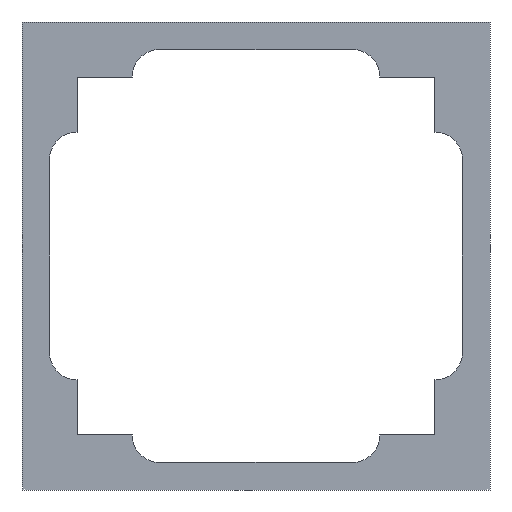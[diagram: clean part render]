
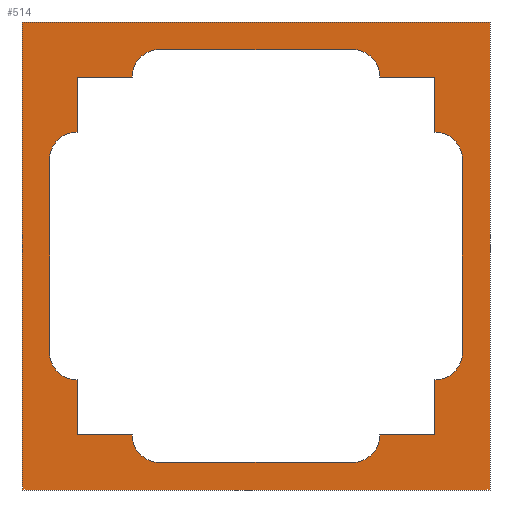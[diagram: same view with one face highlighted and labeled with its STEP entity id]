
A CAD part, front view. The second image highlights one B-rep face of the part: STEP entity #514.
In plain terms, the highlighted planar face has unit normal (0, -1, 0).
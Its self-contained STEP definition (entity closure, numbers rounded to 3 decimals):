
#16=FACE_BOUND('',#94,.T.);
#17=CIRCLE('',#531,10.);
#19=CIRCLE('',#536,10.);
#21=CIRCLE('',#540,10.);
#23=CIRCLE('',#545,10.);
#25=CIRCLE('',#549,10.);
#27=CIRCLE('',#554,10.);
#29=CIRCLE('',#558,10.);
#31=CIRCLE('',#563,10.);
#66=FACE_OUTER_BOUND('',#93,.T.);
#93=EDGE_LOOP('',(#447,#448,#449,#450));
#94=EDGE_LOOP('',(#451,#452,#453,#454,#455,#456,#457,#458,#459,#460,#461,
#462,#463,#464,#465,#466,#467,#468,#469,#470));
#95=LINE('',#717,#151);
#100=LINE('',#731,#156);
#103=LINE('',#737,#159);
#107=LINE('',#749,#163);
#111=LINE('',#761,#167);
#114=LINE('',#767,#170);
#118=LINE('',#779,#174);
#122=LINE('',#791,#178);
#125=LINE('',#797,#181);
#129=LINE('',#809,#185);
#133=LINE('',#821,#189);
#136=LINE('',#827,#192);
#139=LINE('',#837,#195);
#143=LINE('',#845,#199);
#146=LINE('',#851,#202);
#149=LINE('',#856,#205);
#151=VECTOR('',#575,10.);
#156=VECTOR('',#588,10.);
#159=VECTOR('',#593,10.);
#163=VECTOR('',#605,10.);
#167=VECTOR('',#617,10.);
#170=VECTOR('',#622,10.);
#174=VECTOR('',#634,10.);
#178=VECTOR('',#646,10.);
#181=VECTOR('',#651,10.);
#185=VECTOR('',#663,10.);
#189=VECTOR('',#675,10.);
#192=VECTOR('',#680,10.);
#195=VECTOR('',#691,10.);
#199=VECTOR('',#697,10.);
#202=VECTOR('',#702,10.);
#205=VECTOR('',#707,10.);
#207=VERTEX_POINT('',#715);
#208=VERTEX_POINT('',#716);
#211=VERTEX_POINT('',#724);
#213=VERTEX_POINT('',#730);
#215=VERTEX_POINT('',#736);
#217=VERTEX_POINT('',#742);
#219=VERTEX_POINT('',#748);
#221=VERTEX_POINT('',#754);
#223=VERTEX_POINT('',#760);
#225=VERTEX_POINT('',#766);
#227=VERTEX_POINT('',#772);
#229=VERTEX_POINT('',#778);
#231=VERTEX_POINT('',#784);
#233=VERTEX_POINT('',#790);
#235=VERTEX_POINT('',#796);
#237=VERTEX_POINT('',#802);
#239=VERTEX_POINT('',#808);
#241=VERTEX_POINT('',#814);
#243=VERTEX_POINT('',#820);
#245=VERTEX_POINT('',#826);
#247=VERTEX_POINT('',#835);
#248=VERTEX_POINT('',#836);
#251=VERTEX_POINT('',#844);
#253=VERTEX_POINT('',#850);
#255=EDGE_CURVE('',#207,#208,#95,.T.);
#259=EDGE_CURVE('',#211,#207,#17,.T.);
#262=EDGE_CURVE('',#213,#211,#100,.T.);
#265=EDGE_CURVE('',#215,#213,#103,.T.);
#268=EDGE_CURVE('',#217,#215,#19,.T.);
#271=EDGE_CURVE('',#219,#217,#107,.T.);
#274=EDGE_CURVE('',#221,#219,#21,.T.);
#277=EDGE_CURVE('',#223,#221,#111,.T.);
#280=EDGE_CURVE('',#225,#223,#114,.T.);
#283=EDGE_CURVE('',#227,#225,#23,.T.);
#286=EDGE_CURVE('',#229,#227,#118,.T.);
#289=EDGE_CURVE('',#231,#229,#25,.T.);
#292=EDGE_CURVE('',#233,#231,#122,.T.);
#295=EDGE_CURVE('',#235,#233,#125,.T.);
#298=EDGE_CURVE('',#237,#235,#27,.T.);
#301=EDGE_CURVE('',#239,#237,#129,.T.);
#304=EDGE_CURVE('',#241,#239,#29,.T.);
#307=EDGE_CURVE('',#243,#241,#133,.T.);
#310=EDGE_CURVE('',#245,#243,#136,.T.);
#313=EDGE_CURVE('',#208,#245,#31,.T.);
#315=EDGE_CURVE('',#247,#248,#139,.T.);
#319=EDGE_CURVE('',#251,#247,#143,.T.);
#322=EDGE_CURVE('',#253,#251,#146,.T.);
#325=EDGE_CURVE('',#248,#253,#149,.T.);
#447=ORIENTED_EDGE('',*,*,#325,.F.);
#448=ORIENTED_EDGE('',*,*,#315,.F.);
#449=ORIENTED_EDGE('',*,*,#319,.F.);
#450=ORIENTED_EDGE('',*,*,#322,.F.);
#451=ORIENTED_EDGE('',*,*,#313,.F.);
#452=ORIENTED_EDGE('',*,*,#255,.F.);
#453=ORIENTED_EDGE('',*,*,#259,.F.);
#454=ORIENTED_EDGE('',*,*,#262,.F.);
#455=ORIENTED_EDGE('',*,*,#265,.F.);
#456=ORIENTED_EDGE('',*,*,#268,.F.);
#457=ORIENTED_EDGE('',*,*,#271,.F.);
#458=ORIENTED_EDGE('',*,*,#274,.F.);
#459=ORIENTED_EDGE('',*,*,#277,.F.);
#460=ORIENTED_EDGE('',*,*,#280,.F.);
#461=ORIENTED_EDGE('',*,*,#283,.F.);
#462=ORIENTED_EDGE('',*,*,#286,.F.);
#463=ORIENTED_EDGE('',*,*,#289,.F.);
#464=ORIENTED_EDGE('',*,*,#292,.F.);
#465=ORIENTED_EDGE('',*,*,#295,.F.);
#466=ORIENTED_EDGE('',*,*,#298,.F.);
#467=ORIENTED_EDGE('',*,*,#301,.F.);
#468=ORIENTED_EDGE('',*,*,#304,.F.);
#469=ORIENTED_EDGE('',*,*,#307,.F.);
#470=ORIENTED_EDGE('',*,*,#310,.F.);
#488=PLANE('',#570);
#514=ADVANCED_FACE('',(#66,#16),#488,.F.);
#531=AXIS2_PLACEMENT_3D('',#725,#581,#582);
#536=AXIS2_PLACEMENT_3D('',#743,#598,#599);
#540=AXIS2_PLACEMENT_3D('',#755,#610,#611);
#545=AXIS2_PLACEMENT_3D('',#773,#627,#628);
#549=AXIS2_PLACEMENT_3D('',#785,#639,#640);
#554=AXIS2_PLACEMENT_3D('',#803,#656,#657);
#558=AXIS2_PLACEMENT_3D('',#815,#668,#669);
#563=AXIS2_PLACEMENT_3D('',#832,#685,#686);
#570=AXIS2_PLACEMENT_3D('',#859,#711,#712);
#575=DIRECTION('',(0.,0.,-1.));
#581=DIRECTION('center_axis',(0.,-1.,0.));
#582=DIRECTION('ref_axis',(-1.,0.,0.));
#588=DIRECTION('',(0.,0.,-1.));
#593=DIRECTION('',(-1.,0.,0.));
#598=DIRECTION('center_axis',(0.,-1.,0.));
#599=DIRECTION('ref_axis',(-1.,0.,0.));
#605=DIRECTION('',(-1.,0.,0.));
#610=DIRECTION('center_axis',(0.,-1.,0.));
#611=DIRECTION('ref_axis',(0.,0.,1.));
#617=DIRECTION('',(-1.,0.,0.));
#622=DIRECTION('',(0.,0.,1.));
#627=DIRECTION('center_axis',(0.,-1.,0.));
#628=DIRECTION('ref_axis',(0.,0.,1.));
#634=DIRECTION('',(0.,0.,1.));
#639=DIRECTION('center_axis',(0.,-1.,0.));
#640=DIRECTION('ref_axis',(1.,0.,0.));
#646=DIRECTION('',(0.,0.,1.));
#651=DIRECTION('',(1.,0.,0.));
#656=DIRECTION('center_axis',(0.,-1.,0.));
#657=DIRECTION('ref_axis',(1.,0.,0.));
#663=DIRECTION('',(1.,0.,0.));
#668=DIRECTION('center_axis',(0.,-1.,0.));
#669=DIRECTION('ref_axis',(0.,0.,-1.));
#675=DIRECTION('',(1.,0.,0.));
#680=DIRECTION('',(0.,0.,-1.));
#685=DIRECTION('center_axis',(0.,-1.,0.));
#686=DIRECTION('ref_axis',(0.,0.,-1.));
#691=DIRECTION('',(-1.,0.,0.));
#697=DIRECTION('',(0.,0.,-1.));
#702=DIRECTION('',(1.,0.,0.));
#707=DIRECTION('',(0.,0.,1.));
#711=DIRECTION('center_axis',(0.,1.,0.));
#712=DIRECTION('ref_axis',(1.,0.,0.));
#715=CARTESIAN_POINT('',(10.,0.,-50.));
#716=CARTESIAN_POINT('',(10.,0.,-120.));
#717=CARTESIAN_POINT('',(10.,0.,-120.));
#724=CARTESIAN_POINT('',(20.,0.,-40.));
#725=CARTESIAN_POINT('Origin',(20.,0.,-50.));
#730=CARTESIAN_POINT('',(20.,0.,-20.));
#731=CARTESIAN_POINT('',(20.,0.,-150.));
#736=CARTESIAN_POINT('',(40.,0.,-20.));
#737=CARTESIAN_POINT('',(20.,0.,-20.));
#742=CARTESIAN_POINT('',(50.,0.,-10.));
#743=CARTESIAN_POINT('Origin',(50.,0.,-20.));
#748=CARTESIAN_POINT('',(120.,0.,-10.));
#749=CARTESIAN_POINT('',(50.,0.,-10.));
#754=CARTESIAN_POINT('',(130.,0.,-20.));
#755=CARTESIAN_POINT('Origin',(120.,0.,-20.));
#760=CARTESIAN_POINT('',(150.,0.,-20.));
#761=CARTESIAN_POINT('',(20.,0.,-20.));
#766=CARTESIAN_POINT('',(150.,0.,-40.));
#767=CARTESIAN_POINT('',(150.,0.,-20.));
#772=CARTESIAN_POINT('',(160.,0.,-50.));
#773=CARTESIAN_POINT('Origin',(150.,0.,-50.));
#778=CARTESIAN_POINT('',(160.,0.,-120.));
#779=CARTESIAN_POINT('',(160.,0.,-50.));
#784=CARTESIAN_POINT('',(150.,0.,-130.));
#785=CARTESIAN_POINT('Origin',(150.,0.,-120.));
#790=CARTESIAN_POINT('',(150.,0.,-150.));
#791=CARTESIAN_POINT('',(150.,0.,-20.));
#796=CARTESIAN_POINT('',(130.,0.,-150.));
#797=CARTESIAN_POINT('',(150.,0.,-150.));
#802=CARTESIAN_POINT('',(120.,0.,-160.));
#803=CARTESIAN_POINT('Origin',(120.,0.,-150.));
#808=CARTESIAN_POINT('',(50.,0.,-160.));
#809=CARTESIAN_POINT('',(120.,0.,-160.));
#814=CARTESIAN_POINT('',(40.,0.,-150.));
#815=CARTESIAN_POINT('Origin',(50.,0.,-150.));
#820=CARTESIAN_POINT('',(20.,0.,-150.));
#821=CARTESIAN_POINT('',(150.,0.,-150.));
#826=CARTESIAN_POINT('',(20.,0.,-130.));
#827=CARTESIAN_POINT('',(20.,0.,-150.));
#832=CARTESIAN_POINT('Origin',(20.,0.,-120.));
#835=CARTESIAN_POINT('',(170.,0.,-170.));
#836=CARTESIAN_POINT('',(0.,0.,-170.));
#837=CARTESIAN_POINT('',(170.,0.,-170.));
#844=CARTESIAN_POINT('',(170.,0.,0.));
#845=CARTESIAN_POINT('',(170.,0.,0.));
#850=CARTESIAN_POINT('',(0.,0.,0.));
#851=CARTESIAN_POINT('',(0.,0.,0.));
#856=CARTESIAN_POINT('',(0.,0.,-170.));
#859=CARTESIAN_POINT('Origin',(85.,0.,-85.));
